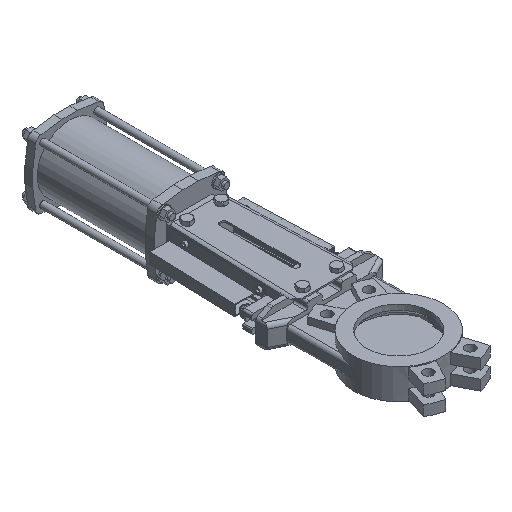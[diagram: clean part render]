
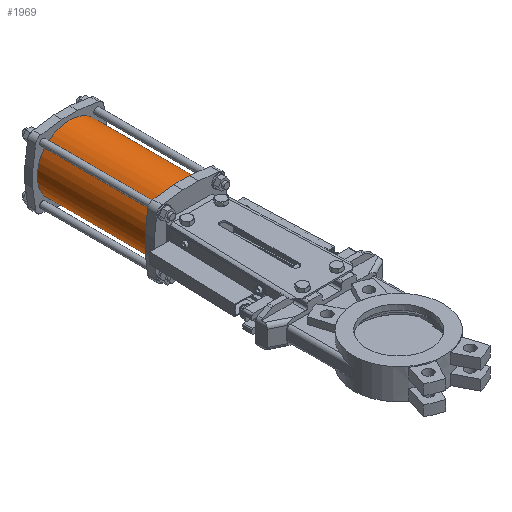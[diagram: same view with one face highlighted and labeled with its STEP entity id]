
A CAD part, isometric view. The second image highlights one B-rep face of the part: STEP entity #1969.
In plain terms, the highlighted cylindrical face has radius 53.5 mm (diameter 107 mm), a full revolution.
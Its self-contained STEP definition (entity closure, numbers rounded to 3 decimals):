
#1969 = ADVANCED_FACE( 'NONE', ( #4374, #4375 ), #4376, .T. );
#4374 = FACE_OUTER_BOUND( '', #7165, .T. );
#4375 = FACE_OUTER_BOUND( '', #7166, .T. );
#4376 = CYLINDRICAL_SURFACE( '', #7167, 53.5 );
#7165 = EDGE_LOOP( '', ( #13312 ) );
#7166 = EDGE_LOOP( '', ( #13313 ) );
#7167 = AXIS2_PLACEMENT_3D( '', #13314, #13315, #13316 );
#13312 = ORIENTED_EDGE( '', *, *, #16828, .T. );
#13313 = ORIENTED_EDGE( '', *, *, #17562, .T. );
#13314 = CARTESIAN_POINT( '', ( 0., 523., 0. ) );
#13315 = DIRECTION( '', ( 0., 1., 0. ) );
#13316 = DIRECTION( '', ( 0., 0., -1. ) );
#16828 = EDGE_CURVE( 'NONE', #20261, #20261, #20262, .T. );
#17562 = EDGE_CURVE( '', #21436, #21436, #21437, .T. );
#20261 = VERTEX_POINT( '', #25596 );
#20262 = CIRCLE( '', #25597, 53.5 );
#21436 = VERTEX_POINT( '', #27672 );
#21437 = CIRCLE( '', #27673, 53.5 );
#25596 = CARTESIAN_POINT( '', ( 0., 357., -53.5 ) );
#25597 = AXIS2_PLACEMENT_3D( '', #31678, #31679, #31680 );
#27672 = CARTESIAN_POINT( '', ( 53.006, 541., -7.257 ) );
#27673 = AXIS2_PLACEMENT_3D( '', #32405, #32406, #32407 );
#31678 = CARTESIAN_POINT( '', ( 0., 357., 0. ) );
#31679 = DIRECTION( '', ( 0., 1., 0. ) );
#31680 = DIRECTION( '', ( 0., 0., -1. ) );
#32405 = CARTESIAN_POINT( '', ( 0., 541., 0. ) );
#32406 = DIRECTION( '', ( 0., -1., 0. ) );
#32407 = DIRECTION( '', ( 0.991, 0., -0.136 ) );
